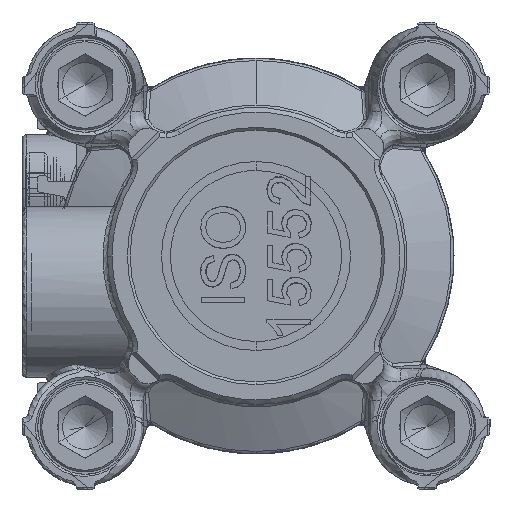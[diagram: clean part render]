
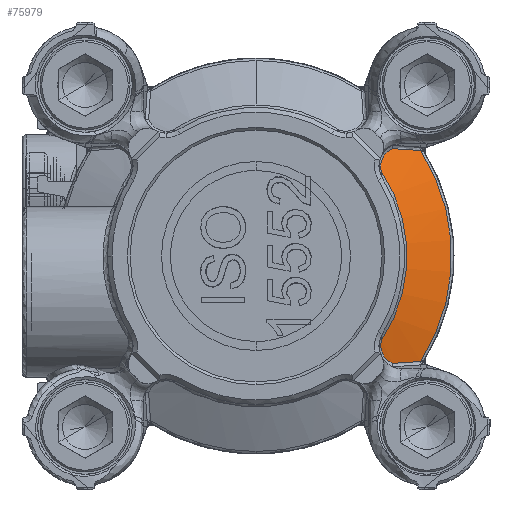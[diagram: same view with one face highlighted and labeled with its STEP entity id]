
A CAD part, front view. The second image highlights one B-rep face of the part: STEP entity #75979.
In plain terms, the highlighted conical face has half-angle 63.5 degrees and reference radius 21.723 mm.
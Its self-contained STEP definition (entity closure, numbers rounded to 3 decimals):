
#689 = CARTESIAN_POINT ( 'NONE',  ( 13.882, 22.498, 10.3 ) ) ;
#1485 = CARTESIAN_POINT ( 'NONE',  ( 14.487, 23.092, -11.467 ) ) ;
#1965 = B_SPLINE_CURVE_WITH_KNOTS ( 'NONE', 3,
 ( #81499, #42408, #11929, #42910, #4299, #66286, #4795, #82494, #52005, #81995, #35795, #28185, #12909, #43893, #5296, #13919, #31197, #84489, #38796, #689, #61644, #92625, #22543, #77373, #61138 ),
 .UNSPECIFIED., .F., .F.,
 ( 4, 2, 1, 2, 2, 2, 1, 2, 2, 2, 1, 2, 2, 4 ),
 ( 0., 0.125, 0.188, 0.219, 0.25, 0.375, 0.438, 0.469, 0.5, 0.625, 0.688, 0.719, 0.75, 1. ),
 .UNSPECIFIED. ) ;
#2480 = EDGE_CURVE ( 'NONE', #48502, #66792, #1965, .T. ) ;
#4194 = B_SPLINE_CURVE_WITH_KNOTS ( 'NONE', 3,
 ( #46571, #13592, #69449, #52685 ),
 .UNSPECIFIED., .F., .F.,
 ( 4, 4 ),
 ( 0., 1. ),
 .UNSPECIFIED. ) ;
#4299 = CARTESIAN_POINT ( 'NONE',  ( 14.695, 23.23, 11.652 ) ) ;
#4795 = CARTESIAN_POINT ( 'NONE',  ( 14.577, 23.154, 11.552 ) ) ;
#5296 = CARTESIAN_POINT ( 'NONE',  ( 14.101, 22.778, 10.939 ) ) ;
#6406 = EDGE_CURVE ( 'NONE', #17305, #48502, #10921, .T. ) ;
#6591 = CARTESIAN_POINT ( 'NONE',  ( 13.857, 22.431, -10.106 ) ) ;
#8103 = CARTESIAN_POINT ( 'NONE',  ( 13.915, 22.245, -9.372 ) ) ;
#10921 = B_SPLINE_CURVE_WITH_KNOTS ( 'NONE', 3,
 ( #82232, #35051, #96977, #66021 ),
 .UNSPECIFIED., .F., .F.,
 ( 4, 4 ),
 ( 0., 1. ),
 .UNSPECIFIED. ) ;
#11848 = DIRECTION ( 'NONE',  ( 0., 1., 0. ) ) ;
#11929 = CARTESIAN_POINT ( 'NONE',  ( 14.924, 23.369, 11.811 ) ) ;
#12595 = CARTESIAN_POINT ( 'NONE',  ( 13.915, 22.245, -9.372 ) ) ;
#12909 = CARTESIAN_POINT ( 'NONE',  ( 14.145, 22.82, 11.019 ) ) ;
#13592 = CARTESIAN_POINT ( 'NONE',  ( 16.148, 23.865, -11.864 ) ) ;
#13919 = CARTESIAN_POINT ( 'NONE',  ( 14.026, 22.704, 10.792 ) ) ;
#16227 = CARTESIAN_POINT ( 'NONE',  ( 13.862, 22.449, -10.158 ) ) ;
#16354 = DIRECTION ( 'NONE',  ( 0., 0., 1. ) ) ;
#16731 = CARTESIAN_POINT ( 'NONE',  ( 14.379, 23.014, -11.352 ) ) ;
#16918 = EDGE_CURVE ( 'NONE', #66792, #59577, #92811, .T. ) ;
#17305 = VERTEX_POINT ( 'NONE', #54320 ) ;
#18608 = CARTESIAN_POINT ( 'NONE',  ( 15.152, 23.494, -11.925 ) ) ;
#22155 = CIRCLE ( 'NONE', #67550, 21.723 ) ;
#22543 = CARTESIAN_POINT ( 'NONE',  ( 13.83, 22.359, 9.899 ) ) ;
#24372 = CARTESIAN_POINT ( 'NONE',  ( 14.711, 23.246, -11.68 ) ) ;
#24868 = CARTESIAN_POINT ( 'NONE',  ( 15.152, 23.494, -11.925 ) ) ;
#25146 = EDGE_CURVE ( 'NONE', #59577, #69479, #46050, .T. ) ;
#26112 = CARTESIAN_POINT ( 'NONE',  ( 0., 24.711, 0. ) ) ;
#28185 = CARTESIAN_POINT ( 'NONE',  ( 14.192, 22.863, 11.099 ) ) ;
#29997 = CARTESIAN_POINT ( 'NONE',  ( 13.846, 22.377, -9.936 ) ) ;
#30504 = CARTESIAN_POINT ( 'NONE',  ( 13.86, 22.296, -9.635 ) ) ;
#31197 = CARTESIAN_POINT ( 'NONE',  ( 13.978, 22.648, 10.672 ) ) ;
#31634 = CARTESIAN_POINT ( 'NONE',  ( 0., 22.245, 0. ) ) ;
#32009 = CARTESIAN_POINT ( 'NONE',  ( 14.208, 22.879, -11.13 ) ) ;
#32499 = CARTESIAN_POINT ( 'NONE',  ( 14.319, 22.969, -11.279 ) ) ;
#32823 = CARTESIAN_POINT ( 'NONE',  ( 13.915, 22.245, 9.372 ) ) ;
#34728 = DIRECTION ( 'NONE',  ( -1., 0., 0. ) ) ;
#35051 = CARTESIAN_POINT ( 'NONE',  ( 17.193, 24.271, 11.796 ) ) ;
#35795 = CARTESIAN_POINT ( 'NONE',  ( 14.244, 22.907, 11.176 ) ) ;
#37574 = CARTESIAN_POINT ( 'NONE',  ( 13.882, 22.267, -9.503 ) ) ;
#37647 = ORIENTED_EDGE ( 'NONE', *, *, #54576, .F. ) ;
#38053 = ORIENTED_EDGE ( 'NONE', *, *, #6406, .T. ) ;
#38215 = DIRECTION ( 'NONE',  ( 0., 1., 0. ) ) ;
#38591 = CARTESIAN_POINT ( 'NONE',  ( 14.059, 22.736, -10.855 ) ) ;
#38796 = CARTESIAN_POINT ( 'NONE',  ( 13.899, 22.534, 10.394 ) ) ;
#39093 = CARTESIAN_POINT ( 'NONE',  ( 14.144, 22.821, -11.024 ) ) ;
#42408 = CARTESIAN_POINT ( 'NONE',  ( 15.034, 23.432, 11.873 ) ) ;
#42910 = CARTESIAN_POINT ( 'NONE',  ( 14.769, 23.277, 11.707 ) ) ;
#43312 = FACE_OUTER_BOUND ( 'NONE', #59446, .T. ) ;
#43893 = CARTESIAN_POINT ( 'NONE',  ( 14.114, 22.791, 10.965 ) ) ;
#46050 = B_SPLINE_CURVE_WITH_KNOTS ( 'NONE', 3,
 ( #8103, #37574, #30504, #60433, #29997, #54823, #6591, #61440, #16227, #77177, #60939, #91920, #53296, #53794, #38591, #69572, #61951, #39093, #32009, #32499, #16731, #95424, #1485, #93936, #24372, #71077, #24868 ),
 .UNSPECIFIED., .F., .F.,
 ( 4, 2, 1, 1, 2, 2, 2, 1, 1, 2, 2, 2, 1, 2, 2, 4 ),
 ( 0., 0.125, 0.187, 0.219, 0.234, 0.25, 0.375, 0.437, 0.469, 0.484, 0.5, 0.625, 0.687, 0.719, 0.75, 1. ),
 .UNSPECIFIED. ) ;
#46571 = CARTESIAN_POINT ( 'NONE',  ( 15.152, 23.494, -11.925 ) ) ;
#46796 = ORIENTED_EDGE ( 'NONE', *, *, #70192, .T. ) ;
#48502 = VERTEX_POINT ( 'NONE', #55039 ) ;
#49032 = AXIS2_PLACEMENT_3D ( 'NONE', #31634, #38215, #16354 ) ;
#49733 = DIRECTION ( 'NONE',  ( 0., 1., 0. ) ) ;
#50485 = ORIENTED_EDGE ( 'NONE', *, *, #16918, .T. ) ;
#52005 = CARTESIAN_POINT ( 'NONE',  ( 14.439, 23.059, 11.421 ) ) ;
#52313 = AXIS2_PLACEMENT_3D ( 'NONE', #26112, #11848, #34728 ) ;
#52685 = CARTESIAN_POINT ( 'NONE',  ( 18.289, 24.711, -11.721 ) ) ;
#53296 = CARTESIAN_POINT ( 'NONE',  ( 13.994, 22.665, -10.705 ) ) ;
#53794 = CARTESIAN_POINT ( 'NONE',  ( 14.038, 22.714, -10.81 ) ) ;
#53976 = CONICAL_SURFACE ( 'NONE', #52313, 21.723, 1.108 ) ;
#54320 = CARTESIAN_POINT ( 'NONE',  ( 18.289, 24.711, 11.721 ) ) ;
#54576 = EDGE_CURVE ( 'NONE', #17305, #66090, #22155, .T. ) ;
#54823 = CARTESIAN_POINT ( 'NONE',  ( 13.852, 22.414, -10.054 ) ) ;
#55039 = CARTESIAN_POINT ( 'NONE',  ( 15.152, 23.494, 11.925 ) ) ;
#59203 = ORIENTED_EDGE ( 'NONE', *, *, #25146, .T. ) ;
#59446 = EDGE_LOOP ( 'NONE', ( #46796, #37647, #38053, #91206, #50485, #59203 ) ) ;
#59577 = VERTEX_POINT ( 'NONE', #12595 ) ;
#60433 = CARTESIAN_POINT ( 'NONE',  ( 13.848, 22.348, -9.835 ) ) ;
#60939 = CARTESIAN_POINT ( 'NONE',  ( 13.906, 22.546, -10.429 ) ) ;
#61138 = CARTESIAN_POINT ( 'NONE',  ( 13.915, 22.245, 9.372 ) ) ;
#61440 = CARTESIAN_POINT ( 'NONE',  ( 13.86, 22.443, -10.14 ) ) ;
#61644 = CARTESIAN_POINT ( 'NONE',  ( 13.871, 22.475, 10.236 ) ) ;
#61951 = CARTESIAN_POINT ( 'NONE',  ( 14.081, 22.758, -10.9 ) ) ;
#64053 = CARTESIAN_POINT ( 'NONE',  ( 18.289, 24.711, -11.721 ) ) ;
#66021 = CARTESIAN_POINT ( 'NONE',  ( 15.152, 23.494, 11.925 ) ) ;
#66090 = VERTEX_POINT ( 'NONE', #64053 ) ;
#66286 = CARTESIAN_POINT ( 'NONE',  ( 14.624, 23.184, 11.592 ) ) ;
#66792 = VERTEX_POINT ( 'NONE', #32823 ) ;
#67550 = AXIS2_PLACEMENT_3D ( 'NONE', #88354, #49733, #93277 ) ;
#69449 = CARTESIAN_POINT ( 'NONE',  ( 17.193, 24.271, -11.796 ) ) ;
#69479 = VERTEX_POINT ( 'NONE', #18608 ) ;
#69572 = CARTESIAN_POINT ( 'NONE',  ( 14.073, 22.751, -10.884 ) ) ;
#70192 = EDGE_CURVE ( 'NONE', #69479, #66090, #4194, .T. ) ;
#71077 = CARTESIAN_POINT ( 'NONE',  ( 14.916, 23.369, -11.82 ) ) ;
#75979 = ADVANCED_FACE ( 'NONE', ( #43312 ), #53976, .T. ) ;
#77177 = CARTESIAN_POINT ( 'NONE',  ( 13.88, 22.498, -10.303 ) ) ;
#77373 = CARTESIAN_POINT ( 'NONE',  ( 13.848, 22.29, 9.634 ) ) ;
#81499 = CARTESIAN_POINT ( 'NONE',  ( 15.152, 23.494, 11.925 ) ) ;
#81995 = CARTESIAN_POINT ( 'NONE',  ( 14.355, 22.997, 11.326 ) ) ;
#82232 = CARTESIAN_POINT ( 'NONE',  ( 18.289, 24.711, 11.721 ) ) ;
#82494 = CARTESIAN_POINT ( 'NONE',  ( 14.555, 23.139, 11.532 ) ) ;
#84489 = CARTESIAN_POINT ( 'NONE',  ( 13.923, 22.571, 10.487 ) ) ;
#88354 = CARTESIAN_POINT ( 'NONE',  ( 0., 24.711, 0. ) ) ;
#91206 = ORIENTED_EDGE ( 'NONE', *, *, #2480, .T. ) ;
#91920 = CARTESIAN_POINT ( 'NONE',  ( 13.962, 22.624, -10.614 ) ) ;
#92625 = CARTESIAN_POINT ( 'NONE',  ( 13.867, 22.465, 10.207 ) ) ;
#92811 = CIRCLE ( 'NONE', #49032, 16.777 ) ;
#93277 = DIRECTION ( 'NONE',  ( 0., 0., -1. ) ) ;
#93936 = CARTESIAN_POINT ( 'NONE',  ( 14.511, 23.109, -11.491 ) ) ;
#95424 = CARTESIAN_POINT ( 'NONE',  ( 14.443, 23.061, -11.422 ) ) ;
#96977 = CARTESIAN_POINT ( 'NONE',  ( 16.148, 23.865, 11.864 ) ) ;
